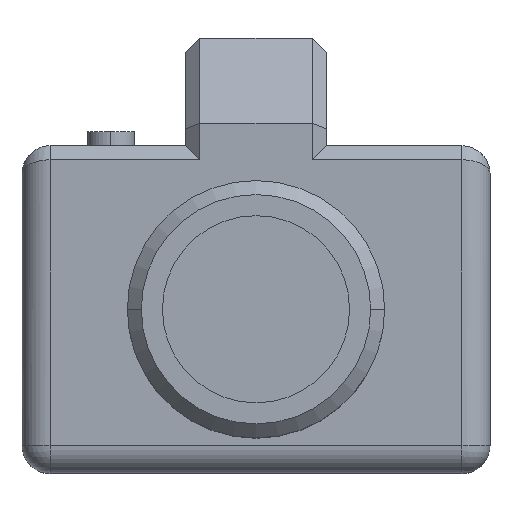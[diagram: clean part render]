
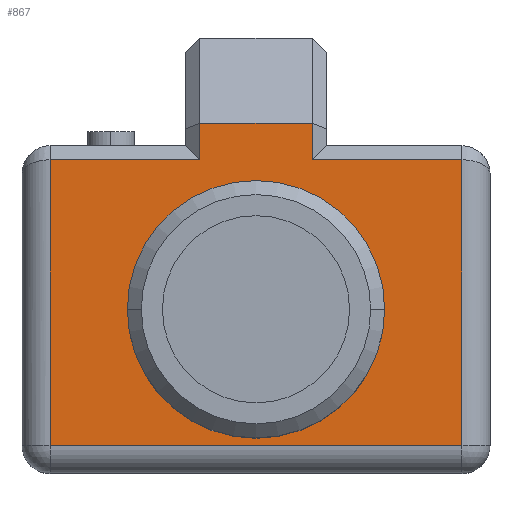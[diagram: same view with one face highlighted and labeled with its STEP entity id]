
A CAD part, top view. The second image highlights one B-rep face of the part: STEP entity #867.
In plain terms, the highlighted planar face has unit normal (0, 0, 1).
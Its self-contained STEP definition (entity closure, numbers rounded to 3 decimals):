
#31 = LINE ( 'NONE', #799, #1538 ) ;
#37 = EDGE_CURVE ( 'NONE', #533, #1745, #2027, .T. ) ;
#41 = FACE_OUTER_BOUND ( 'NONE', #418, .T. ) ;
#82 = CARTESIAN_POINT ( 'NONE',  ( -11.981, 74.793, 25. ) ) ;
#115 = LINE ( 'NONE', #1464, #309 ) ;
#222 = VECTOR ( 'NONE', #577, 1000. ) ;
#229 = DIRECTION ( 'NONE',  ( 0., 0., -1. ) ) ;
#237 = VERTEX_POINT ( 'NONE', #259 ) ;
#259 = CARTESIAN_POINT ( 'NONE',  ( -11.981, 67., 25. ) ) ;
#290 = DIRECTION ( 'NONE',  ( 0., 0., 1. ) ) ;
#309 = VECTOR ( 'NONE', #349, 1000. ) ;
#320 = CARTESIAN_POINT ( 'NONE',  ( 0., 35., 25. ) ) ;
#326 = CARTESIAN_POINT ( 'NONE',  ( -44., 67., 25. ) ) ;
#346 = AXIS2_PLACEMENT_3D ( 'NONE', #320, #1074, #1644 ) ;
#349 = DIRECTION ( 'NONE',  ( 1., 0., 0. ) ) ;
#396 = FACE_BOUND ( 'NONE', #474, .T. ) ;
#418 = EDGE_LOOP ( 'NONE', ( #2121, #540, #1275, #1493, #1139, #1528, #2404, #2108 ) ) ;
#474 = EDGE_LOOP ( 'NONE', ( #2230, #2360 ) ) ;
#494 = DIRECTION ( 'NONE',  ( -1., 0., 0. ) ) ;
#530 = VERTEX_POINT ( 'NONE', #1471 ) ;
#533 = VERTEX_POINT ( 'NONE', #2232 ) ;
#540 = ORIENTED_EDGE ( 'NONE', *, *, #1451, .T. ) ;
#577 = DIRECTION ( 'NONE',  ( 0., 1., 0. ) ) ;
#613 = EDGE_CURVE ( 'NONE', #1168, #237, #1293, .T. ) ;
#641 = CARTESIAN_POINT ( 'NONE',  ( 27.5, 35., 25. ) ) ;
#654 = CARTESIAN_POINT ( 'NONE',  ( 11.981, 74.793, 25. ) ) ;
#669 = VECTOR ( 'NONE', #686, 1000. ) ;
#686 = DIRECTION ( 'NONE',  ( 0., -1., 0. ) ) ;
#743 = CARTESIAN_POINT ( 'NONE',  ( -11.981, 70., 25. ) ) ;
#798 = CARTESIAN_POINT ( 'NONE',  ( -44., 67., 25. ) ) ;
#799 = CARTESIAN_POINT ( 'NONE',  ( 44., 70., 25. ) ) ;
#867 = ADVANCED_FACE ( 'NONE', ( #396, #41 ), #2475, .F. ) ;
#894 = LINE ( 'NONE', #1647, #669 ) ;
#939 = DIRECTION ( 'NONE',  ( 1., 0., 0. ) ) ;
#953 = EDGE_CURVE ( 'NONE', #237, #1272, #1158, .T. ) ;
#1034 = EDGE_CURVE ( 'NONE', #1183, #530, #1484, .T. ) ;
#1074 = DIRECTION ( 'NONE',  ( 0., 0., 1. ) ) ;
#1115 = CARTESIAN_POINT ( 'NONE',  ( 11.981, 70., 25. ) ) ;
#1139 = ORIENTED_EDGE ( 'NONE', *, *, #953, .T. ) ;
#1158 = LINE ( 'NONE', #798, #1892 ) ;
#1168 = VERTEX_POINT ( 'NONE', #82 ) ;
#1183 = VERTEX_POINT ( 'NONE', #1230 ) ;
#1188 = CARTESIAN_POINT ( 'NONE',  ( 50., 70., 25. ) ) ;
#1220 = CARTESIAN_POINT ( 'NONE',  ( 11.981, 67., 25. ) ) ;
#1228 = CARTESIAN_POINT ( 'NONE',  ( -27.5, 35., 25. ) ) ;
#1230 = CARTESIAN_POINT ( 'NONE',  ( -44., 6., 25. ) ) ;
#1269 = DIRECTION ( 'NONE',  ( 1., 0., 0. ) ) ;
#1272 = VERTEX_POINT ( 'NONE', #326 ) ;
#1275 = ORIENTED_EDGE ( 'NONE', *, *, #1883, .F. ) ;
#1292 = EDGE_CURVE ( 'NONE', #2341, #1400, #1532, .T. ) ;
#1293 = LINE ( 'NONE', #743, #2136 ) ;
#1371 = AXIS2_PLACEMENT_3D ( 'NONE', #1188, #229, #2144 ) ;
#1400 = VERTEX_POINT ( 'NONE', #1228 ) ;
#1451 = EDGE_CURVE ( 'NONE', #1745, #2281, #2065, .T. ) ;
#1464 = CARTESIAN_POINT ( 'NONE',  ( -48.019, 74.793, 25. ) ) ;
#1471 = CARTESIAN_POINT ( 'NONE',  ( 44., 6., 25. ) ) ;
#1484 = LINE ( 'NONE', #1500, #2209 ) ;
#1493 = ORIENTED_EDGE ( 'NONE', *, *, #613, .T. ) ;
#1500 = CARTESIAN_POINT ( 'NONE',  ( 50., 6., 25. ) ) ;
#1506 = VECTOR ( 'NONE', #494, 1000. ) ;
#1528 = ORIENTED_EDGE ( 'NONE', *, *, #2005, .T. ) ;
#1532 = CIRCLE ( 'NONE', #2048, 27.5 ) ;
#1538 = VECTOR ( 'NONE', #2099, 1000. ) ;
#1620 = CIRCLE ( 'NONE', #346, 27.5 ) ;
#1644 = DIRECTION ( 'NONE',  ( 1., 0., 0. ) ) ;
#1647 = CARTESIAN_POINT ( 'NONE',  ( -44., 70., 25. ) ) ;
#1745 = VERTEX_POINT ( 'NONE', #1220 ) ;
#1883 = EDGE_CURVE ( 'NONE', #1168, #2281, #115, .T. ) ;
#1892 = VECTOR ( 'NONE', #2319, 1000. ) ;
#2005 = EDGE_CURVE ( 'NONE', #1272, #1183, #894, .T. ) ;
#2024 = DIRECTION ( 'NONE',  ( 0., -1., 0. ) ) ;
#2027 = LINE ( 'NONE', #2190, #1506 ) ;
#2048 = AXIS2_PLACEMENT_3D ( 'NONE', #2201, #290, #939 ) ;
#2065 = LINE ( 'NONE', #1115, #222 ) ;
#2099 = DIRECTION ( 'NONE',  ( 0., 1., 0. ) ) ;
#2108 = ORIENTED_EDGE ( 'NONE', *, *, #2173, .T. ) ;
#2121 = ORIENTED_EDGE ( 'NONE', *, *, #37, .T. ) ;
#2136 = VECTOR ( 'NONE', #2024, 1000. ) ;
#2144 = DIRECTION ( 'NONE',  ( -1., 0., 0. ) ) ;
#2173 = EDGE_CURVE ( 'NONE', #530, #533, #31, .T. ) ;
#2190 = CARTESIAN_POINT ( 'NONE',  ( 14.981, 67., 25. ) ) ;
#2201 = CARTESIAN_POINT ( 'NONE',  ( 0., 35., 25. ) ) ;
#2209 = VECTOR ( 'NONE', #1269, 1000. ) ;
#2230 = ORIENTED_EDGE ( 'NONE', *, *, #2473, .F. ) ;
#2232 = CARTESIAN_POINT ( 'NONE',  ( 44., 67., 25. ) ) ;
#2281 = VERTEX_POINT ( 'NONE', #654 ) ;
#2319 = DIRECTION ( 'NONE',  ( -1., 0., 0. ) ) ;
#2341 = VERTEX_POINT ( 'NONE', #641 ) ;
#2360 = ORIENTED_EDGE ( 'NONE', *, *, #1292, .F. ) ;
#2404 = ORIENTED_EDGE ( 'NONE', *, *, #1034, .T. ) ;
#2473 = EDGE_CURVE ( 'NONE', #1400, #2341, #1620, .T. ) ;
#2475 = PLANE ( 'NONE',  #1371 ) ;
